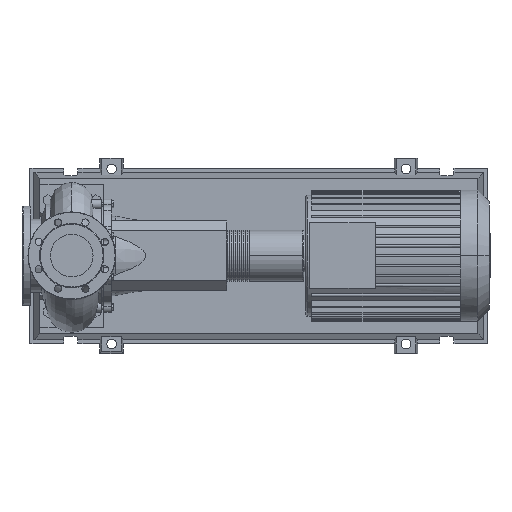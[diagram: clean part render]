
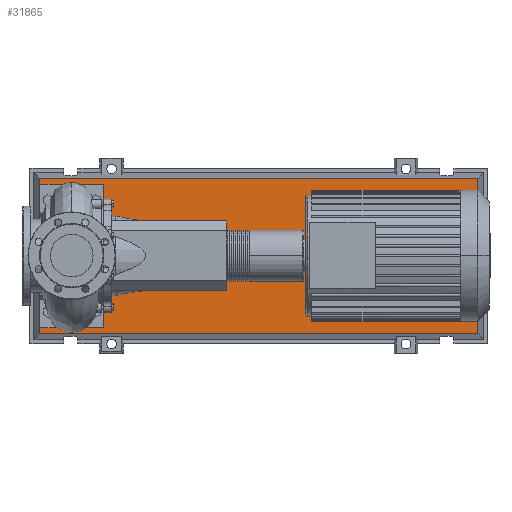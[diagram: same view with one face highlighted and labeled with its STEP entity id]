
A CAD part, top view. The second image highlights one B-rep face of the part: STEP entity #31865.
In plain terms, the highlighted planar face has unit normal (0, 0, 1).
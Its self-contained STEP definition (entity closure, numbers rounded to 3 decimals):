
#31546=CARTESIAN_POINT('',(1020.471,-195.471,103.0));
#31547=VERTEX_POINT('',#31546);
#31554=CARTESIAN_POINT('',(-80.471,-195.471,103.0));
#31555=VERTEX_POINT('',#31554);
#31556=CARTESIAN_POINT('',(1020.471,-195.471,103.0));
#31557=DIRECTION('',(-1.0,0.0,0.0));
#31558=VECTOR('',#31557,1100.941);
#31559=LINE('',#31556,#31558);
#31560=EDGE_CURVE('',#31547,#31555,#31559,.T.);
#31778=CARTESIAN_POINT('',(1020.471,195.471,103.0));
#31779=VERTEX_POINT('',#31778);
#31780=CARTESIAN_POINT('',(1020.471,195.471,103.0));
#31781=DIRECTION('',(0.0,-1.0,0.0));
#31782=VECTOR('',#31781,390.941);
#31783=LINE('',#31780,#31782);
#31784=EDGE_CURVE('',#31779,#31547,#31783,.T.);
#31802=CARTESIAN_POINT('',(-80.471,195.471,103.0));
#31803=VERTEX_POINT('',#31802);
#31804=CARTESIAN_POINT('',(-80.471,-195.471,103.0));
#31805=DIRECTION('',(0.0,1.0,0.0));
#31806=VECTOR('',#31805,390.941);
#31807=LINE('',#31804,#31806);
#31808=EDGE_CURVE('',#31555,#31803,#31807,.T.);
#31841=CARTESIAN_POINT('',(-80.471,195.471,103.0));
#31842=DIRECTION('',(1.0,0.0,0.0));
#31843=VECTOR('',#31842,1100.941);
#31844=LINE('',#31841,#31843);
#31845=EDGE_CURVE('',#31803,#31779,#31844,.T.);
#31854=CARTESIAN_POINT('',(470.,0.,103.0));
#31855=DIRECTION('',(0.0,0.0,1.0));
#31856=DIRECTION('',(1.0,0.0,0.0));
#31857=AXIS2_PLACEMENT_3D('',#31854,#31855,#31856);
#31858=PLANE('',#31857);
#31859=ORIENTED_EDGE('',*,*,#31784,.F.);
#31860=ORIENTED_EDGE('',*,*,#31845,.F.);
#31861=ORIENTED_EDGE('',*,*,#31808,.F.);
#31862=ORIENTED_EDGE('',*,*,#31560,.F.);
#31863=EDGE_LOOP('',(#31859,#31860,#31861,#31862));
#31864=FACE_OUTER_BOUND('',#31863,.T.);
#31865=ADVANCED_FACE('',(#31864),#31858,.T.);
